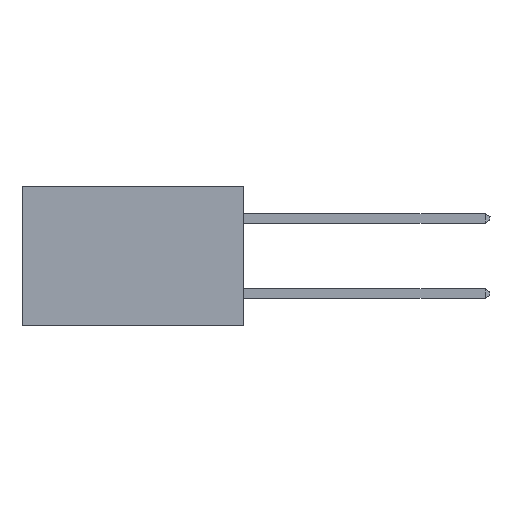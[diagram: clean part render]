
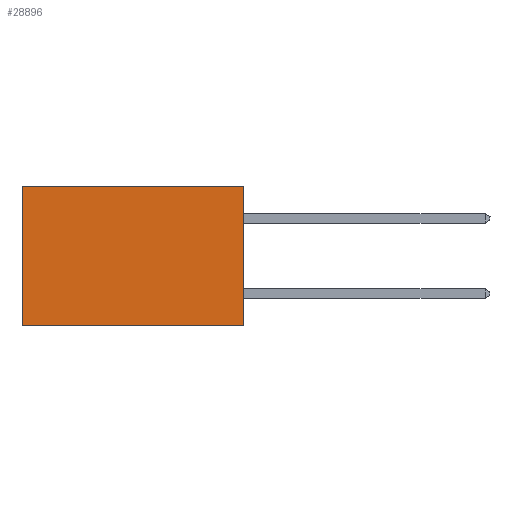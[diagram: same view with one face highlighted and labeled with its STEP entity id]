
A CAD part, left-side view. The second image highlights one B-rep face of the part: STEP entity #28896.
In plain terms, the highlighted planar face has unit normal (-1, 0, 0).
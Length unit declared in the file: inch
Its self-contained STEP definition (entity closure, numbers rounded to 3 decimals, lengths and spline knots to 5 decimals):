
#2415 = FACE_OUTER_BOUND ( 'NONE', #11910, .T. ) ;
#2653 = VECTOR ( 'NONE', #19834, 39.37008 ) ;
#3772 = CARTESIAN_POINT ( 'NONE',  ( 0.277, 0., -0.37 ) ) ;
#5108 = VERTEX_POINT ( 'NONE', #7566 ) ;
#5324 = AXIS2_PLACEMENT_3D ( 'NONE', #3772, #13884, #31203 ) ;
#5351 = ORIENTED_EDGE ( 'NONE', *, *, #15980, .T. ) ;
#6754 = ORIENTED_EDGE ( 'NONE', *, *, #8686, .T. ) ;
#7230 = VECTOR ( 'NONE', #32236, 39.37008 ) ;
#7383 = EDGE_CURVE ( 'NONE', #23452, #5108, #10975, .T. ) ;
#7395 = CARTESIAN_POINT ( 'NONE',  ( 0.277, 0., -0.37 ) ) ;
#7552 = CARTESIAN_POINT ( 'NONE',  ( 0.277, 0.59, -0.37 ) ) ;
#7566 = CARTESIAN_POINT ( 'NONE',  ( 0.277, 0.59, -0.37 ) ) ;
#8686 = EDGE_CURVE ( 'NONE', #28328, #5108, #14635, .T. ) ;
#10975 = LINE ( 'NONE', #7395, #2653 ) ;
#11765 = DIRECTION ( 'NONE',  ( 0., 0., -1. ) ) ;
#11910 = EDGE_LOOP ( 'NONE', ( #6754, #27311, #19897, #5351 ) ) ;
#13774 = VECTOR ( 'NONE', #30227, 39.37008 ) ;
#13884 = DIRECTION ( 'NONE',  ( 1., 0., 0. ) ) ;
#14339 = CARTESIAN_POINT ( 'NONE',  ( 0.277, 0., -0.37 ) ) ;
#14544 = CARTESIAN_POINT ( 'NONE',  ( 0.277, 0., 0. ) ) ;
#14635 = LINE ( 'NONE', #7552, #7230 ) ;
#15980 = EDGE_CURVE ( 'NONE', #17445, #28328, #20409, .T. ) ;
#16362 = EDGE_CURVE ( 'NONE', #17445, #23452, #28525, .T. ) ;
#17445 = VERTEX_POINT ( 'NONE', #14544 ) ;
#19834 = DIRECTION ( 'NONE',  ( 0., 1., 0. ) ) ;
#19897 = ORIENTED_EDGE ( 'NONE', *, *, #16362, .F. ) ;
#20409 = LINE ( 'NONE', #22801, #13774 ) ;
#21982 = VECTOR ( 'NONE', #11765, 39.37008 ) ;
#22801 = CARTESIAN_POINT ( 'NONE',  ( 0.277, 0., 0. ) ) ;
#23452 = VERTEX_POINT ( 'NONE', #14339 ) ;
#23799 = PLANE ( 'NONE',  #5324 ) ;
#26562 = CARTESIAN_POINT ( 'NONE',  ( 0.277, 0.59, 0. ) ) ;
#26682 = CARTESIAN_POINT ( 'NONE',  ( 0.277, 0., -0.37 ) ) ;
#27311 = ORIENTED_EDGE ( 'NONE', *, *, #7383, .F. ) ;
#28328 = VERTEX_POINT ( 'NONE', #26562 ) ;
#28525 = LINE ( 'NONE', #26682, #21982 ) ;
#28896 = ADVANCED_FACE ( 'NONE', ( #2415 ), #23799, .F. ) ;
#30227 = DIRECTION ( 'NONE',  ( 0., 1., 0. ) ) ;
#31203 = DIRECTION ( 'NONE',  ( 0., 0., -1. ) ) ;
#32236 = DIRECTION ( 'NONE',  ( 0., 0., -1. ) ) ;
